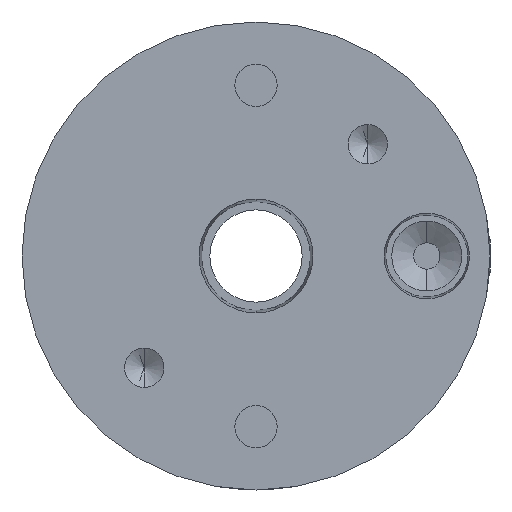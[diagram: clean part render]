
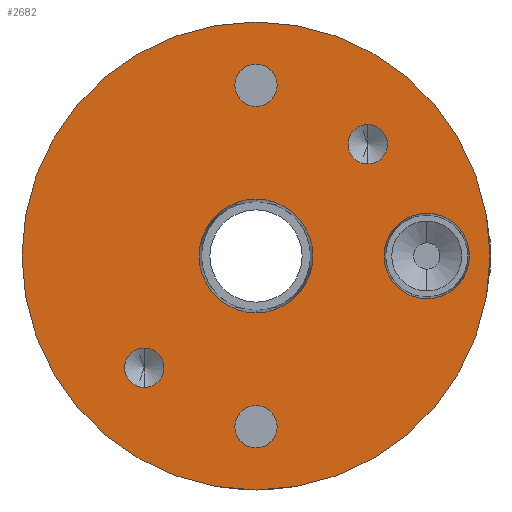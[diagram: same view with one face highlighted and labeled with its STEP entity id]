
A CAD part, front view. The second image highlights one B-rep face of the part: STEP entity #2682.
In plain terms, the highlighted planar face has unit normal (0, -1, 0).
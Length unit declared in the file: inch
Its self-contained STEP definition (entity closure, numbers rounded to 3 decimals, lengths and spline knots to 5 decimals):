
#21 = ORIENTED_EDGE ( 'NONE', *, *, #202, .F. ) ;
#47 = VERTEX_POINT ( 'NONE', #123 ) ;
#86 = EDGE_CURVE ( 'NONE', #47, #2341, #3249, .T. ) ;
#123 = CARTESIAN_POINT ( 'NONE',  ( 0., -1.1875, 0.9105 ) ) ;
#147 = CIRCLE ( 'NONE', #3838, 1.11 ) ;
#168 = FACE_BOUND ( 'NONE', #1376, .T. ) ;
#189 = DIRECTION ( 'NONE',  ( 0., -1., 0. ) ) ;
#202 = EDGE_CURVE ( 'NONE', #1044, #3695, #1139, .T. ) ;
#207 = VERTEX_POINT ( 'NONE', #1887 ) ;
#266 = ORIENTED_EDGE ( 'NONE', *, *, #2197, .F. ) ;
#279 = PLANE ( 'NONE',  #2830 ) ;
#284 = CIRCLE ( 'NONE', #3890, 0.09375 ) ;
#289 = CIRCLE ( 'NONE', #3804, 0.27002 ) ;
#340 = VERTEX_POINT ( 'NONE', #5339 ) ;
#342 = CARTESIAN_POINT ( 'NONE',  ( 0., -1.1875, 1.11 ) ) ;
#411 = AXIS2_PLACEMENT_3D ( 'NONE', #3621, #4038, #1928 ) ;
#426 = EDGE_CURVE ( 'NONE', #4613, #602, #3456, .T. ) ;
#474 = DIRECTION ( 'NONE',  ( 0., -1., 0. ) ) ;
#547 = ORIENTED_EDGE ( 'NONE', *, *, #86, .F. ) ;
#549 = DIRECTION ( 'NONE',  ( 0., 0., -1. ) ) ;
#554 = AXIS2_PLACEMENT_3D ( 'NONE', #3713, #4105, #716 ) ;
#558 = CARTESIAN_POINT ( 'NONE',  ( -0.53033, -1.1875, -0.53033 ) ) ;
#571 = DIRECTION ( 'NONE',  ( 0., 0., 1. ) ) ;
#581 = DIRECTION ( 'NONE',  ( 0., -1., 0. ) ) ;
#587 = DIRECTION ( 'NONE',  ( 0., 0., -1. ) ) ;
#589 = EDGE_CURVE ( 'NONE', #2561, #1319, #2075, .T. ) ;
#602 = VERTEX_POINT ( 'NONE', #2199 ) ;
#670 = AXIS2_PLACEMENT_3D ( 'NONE', #4761, #581, #1413 ) ;
#683 = ORIENTED_EDGE ( 'NONE', *, *, #5281, .F. ) ;
#703 = VERTEX_POINT ( 'NONE', #3267 ) ;
#716 = DIRECTION ( 'NONE',  ( 0., 0., -1. ) ) ;
#766 = DIRECTION ( 'NONE',  ( 0., -1., 0. ) ) ;
#775 = DIRECTION ( 'NONE',  ( 0., -1., 0. ) ) ;
#870 = AXIS2_PLACEMENT_3D ( 'NONE', #1978, #1201, #2879 ) ;
#879 = VERTEX_POINT ( 'NONE', #1609 ) ;
#937 = DIRECTION ( 'NONE',  ( 0., -1., 0. ) ) ;
#1012 = AXIS2_PLACEMENT_3D ( 'NONE', #1802, #5147, #549 ) ;
#1044 = VERTEX_POINT ( 'NONE', #2551 ) ;
#1071 = ORIENTED_EDGE ( 'NONE', *, *, #426, .F. ) ;
#1079 = CARTESIAN_POINT ( 'NONE',  ( 0., -1.1875, -0.27002 ) ) ;
#1086 = FACE_BOUND ( 'NONE', #2997, .T. ) ;
#1091 = ORIENTED_EDGE ( 'NONE', *, *, #4825, .F. ) ;
#1139 = CIRCLE ( 'NONE', #1854, 0.09375 ) ;
#1201 = DIRECTION ( 'NONE',  ( 0., -1., 0. ) ) ;
#1202 = CIRCLE ( 'NONE', #670, 0.1005 ) ;
#1288 = VERTEX_POINT ( 'NONE', #1079 ) ;
#1319 = VERTEX_POINT ( 'NONE', #2082 ) ;
#1334 = CARTESIAN_POINT ( 'NONE',  ( 0., -1.1875, 0. ) ) ;
#1376 = EDGE_LOOP ( 'NONE', ( #21, #3512 ) ) ;
#1413 = DIRECTION ( 'NONE',  ( 0., 0., -1. ) ) ;
#1467 = EDGE_CURVE ( 'NONE', #207, #340, #1729, .T. ) ;
#1476 = FACE_BOUND ( 'NONE', #2720, .T. ) ;
#1609 = CARTESIAN_POINT ( 'NONE',  ( 0.53033, -1.1875, 0.43658 ) ) ;
#1630 = AXIS2_PLACEMENT_3D ( 'NONE', #2018, #766, #3730 ) ;
#1638 = ORIENTED_EDGE ( 'NONE', *, *, #4192, .F. ) ;
#1639 = CIRCLE ( 'NONE', #4698, 0.09375 ) ;
#1729 = CIRCLE ( 'NONE', #411, 0.2025 ) ;
#1802 = CARTESIAN_POINT ( 'NONE',  ( 0., -1.1875, -0.81 ) ) ;
#1854 = AXIS2_PLACEMENT_3D ( 'NONE', #558, #189, #587 ) ;
#1887 = CARTESIAN_POINT ( 'NONE',  ( 0.81, -1.1875, -0.2025 ) ) ;
#1928 = DIRECTION ( 'NONE',  ( 0., 0., -1. ) ) ;
#1978 = CARTESIAN_POINT ( 'NONE',  ( 0., -1.1875, 0.81 ) ) ;
#2018 = CARTESIAN_POINT ( 'NONE',  ( 0., -1.1875, -0.81 ) ) ;
#2063 = CIRCLE ( 'NONE', #4245, 0.2025 ) ;
#2075 = CIRCLE ( 'NONE', #4593, 1.11 ) ;
#2082 = CARTESIAN_POINT ( 'NONE',  ( 0., -1.1875, -1.11 ) ) ;
#2127 = CARTESIAN_POINT ( 'NONE',  ( 0.53033, -1.1875, 0.53033 ) ) ;
#2148 = EDGE_LOOP ( 'NONE', ( #683, #1071 ) ) ;
#2197 = EDGE_CURVE ( 'NONE', #1288, #703, #289, .T. ) ;
#2199 = CARTESIAN_POINT ( 'NONE',  ( 0., -1.1875, -0.9105 ) ) ;
#2319 = ORIENTED_EDGE ( 'NONE', *, *, #2384, .F. ) ;
#2341 = VERTEX_POINT ( 'NONE', #3606 ) ;
#2384 = EDGE_CURVE ( 'NONE', #340, #207, #2063, .T. ) ;
#2551 = CARTESIAN_POINT ( 'NONE',  ( -0.53033, -1.1875, -0.62408 ) ) ;
#2561 = VERTEX_POINT ( 'NONE', #342 ) ;
#2677 = CIRCLE ( 'NONE', #1630, 0.1005 ) ;
#2682 = ADVANCED_FACE ( 'NONE', ( #168, #1086, #1476, #4430, #4767, #4051, #2761 ), #279, .F. ) ;
#2689 = DIRECTION ( 'NONE',  ( 0., 0., 1. ) ) ;
#2712 = EDGE_CURVE ( 'NONE', #879, #4066, #284, .T. ) ;
#2720 = EDGE_LOOP ( 'NONE', ( #4597, #2319 ) ) ;
#2761 = FACE_OUTER_BOUND ( 'NONE', #5022, .T. ) ;
#2830 = AXIS2_PLACEMENT_3D ( 'NONE', #4351, #5311, #2689 ) ;
#2877 = DIRECTION ( 'NONE',  ( 0., -1., 0. ) ) ;
#2879 = DIRECTION ( 'NONE',  ( 0., 0., -1. ) ) ;
#2888 = EDGE_CURVE ( 'NONE', #4066, #879, #4320, .T. ) ;
#2963 = CIRCLE ( 'NONE', #3667, 0.27002 ) ;
#2997 = EDGE_LOOP ( 'NONE', ( #5015, #4222 ) ) ;
#2998 = DIRECTION ( 'NONE',  ( 0., 1., 0. ) ) ;
#3008 = CARTESIAN_POINT ( 'NONE',  ( -0.53033, -1.1875, -0.53033 ) ) ;
#3168 = DIRECTION ( 'NONE',  ( 0., 0., 1. ) ) ;
#3217 = EDGE_LOOP ( 'NONE', ( #1638, #547 ) ) ;
#3249 = CIRCLE ( 'NONE', #870, 0.1005 ) ;
#3267 = CARTESIAN_POINT ( 'NONE',  ( 0., -1.1875, 0.27002 ) ) ;
#3298 = EDGE_LOOP ( 'NONE', ( #266, #5004 ) ) ;
#3330 = DIRECTION ( 'NONE',  ( 0., 0., -1. ) ) ;
#3392 = DIRECTION ( 'NONE',  ( 0., -1., 0. ) ) ;
#3438 = CARTESIAN_POINT ( 'NONE',  ( 0.53033, -1.1875, 0.62408 ) ) ;
#3456 = CIRCLE ( 'NONE', #1012, 0.1005 ) ;
#3512 = ORIENTED_EDGE ( 'NONE', *, *, #4118, .F. ) ;
#3606 = CARTESIAN_POINT ( 'NONE',  ( 0., -1.1875, 0.7095 ) ) ;
#3621 = CARTESIAN_POINT ( 'NONE',  ( 0.81, -1.1875, 0. ) ) ;
#3667 = AXIS2_PLACEMENT_3D ( 'NONE', #3846, #937, #3330 ) ;
#3695 = VERTEX_POINT ( 'NONE', #4212 ) ;
#3713 = CARTESIAN_POINT ( 'NONE',  ( 0.53033, -1.1875, 0.53033 ) ) ;
#3730 = DIRECTION ( 'NONE',  ( 0., 0., -1. ) ) ;
#3804 = AXIS2_PLACEMENT_3D ( 'NONE', #1334, #3392, #4707 ) ;
#3834 = DIRECTION ( 'NONE',  ( 0., 0., -1. ) ) ;
#3838 = AXIS2_PLACEMENT_3D ( 'NONE', #4279, #5235, #3168 ) ;
#3846 = CARTESIAN_POINT ( 'NONE',  ( 0., -1.1875, 0. ) ) ;
#3890 = AXIS2_PLACEMENT_3D ( 'NONE', #2127, #2877, #5397 ) ;
#4038 = DIRECTION ( 'NONE',  ( 0., -1., 0. ) ) ;
#4051 = FACE_BOUND ( 'NONE', #3298, .T. ) ;
#4066 = VERTEX_POINT ( 'NONE', #3438 ) ;
#4104 = CARTESIAN_POINT ( 'NONE',  ( 0.81, -1.1875, 0. ) ) ;
#4105 = DIRECTION ( 'NONE',  ( 0., -1., 0. ) ) ;
#4118 = EDGE_CURVE ( 'NONE', #3695, #1044, #1639, .T. ) ;
#4192 = EDGE_CURVE ( 'NONE', #2341, #47, #1202, .T. ) ;
#4212 = CARTESIAN_POINT ( 'NONE',  ( -0.53033, -1.1875, -0.43658 ) ) ;
#4222 = ORIENTED_EDGE ( 'NONE', *, *, #2888, .F. ) ;
#4245 = AXIS2_PLACEMENT_3D ( 'NONE', #4104, #775, #4448 ) ;
#4279 = CARTESIAN_POINT ( 'NONE',  ( 0., -1.1875, 0. ) ) ;
#4320 = CIRCLE ( 'NONE', #554, 0.09375 ) ;
#4331 = CARTESIAN_POINT ( 'NONE',  ( 0., -1.1875, 0. ) ) ;
#4351 = CARTESIAN_POINT ( 'NONE',  ( 1.11, -1.1875, 0. ) ) ;
#4430 = FACE_BOUND ( 'NONE', #3217, .T. ) ;
#4448 = DIRECTION ( 'NONE',  ( 0., 0., -1. ) ) ;
#4593 = AXIS2_PLACEMENT_3D ( 'NONE', #4331, #2998, #571 ) ;
#4597 = ORIENTED_EDGE ( 'NONE', *, *, #1467, .F. ) ;
#4613 = VERTEX_POINT ( 'NONE', #5429 ) ;
#4698 = AXIS2_PLACEMENT_3D ( 'NONE', #3008, #474, #3834 ) ;
#4707 = DIRECTION ( 'NONE',  ( 0., 0., -1. ) ) ;
#4754 = EDGE_CURVE ( 'NONE', #703, #1288, #2963, .T. ) ;
#4761 = CARTESIAN_POINT ( 'NONE',  ( 0., -1.1875, 0.81 ) ) ;
#4767 = FACE_BOUND ( 'NONE', #2148, .T. ) ;
#4825 = EDGE_CURVE ( 'NONE', #1319, #2561, #147, .T. ) ;
#5004 = ORIENTED_EDGE ( 'NONE', *, *, #4754, .F. ) ;
#5015 = ORIENTED_EDGE ( 'NONE', *, *, #2712, .F. ) ;
#5022 = EDGE_LOOP ( 'NONE', ( #5139, #1091 ) ) ;
#5139 = ORIENTED_EDGE ( 'NONE', *, *, #589, .F. ) ;
#5147 = DIRECTION ( 'NONE',  ( 0., -1., 0. ) ) ;
#5235 = DIRECTION ( 'NONE',  ( 0., 1., 0. ) ) ;
#5281 = EDGE_CURVE ( 'NONE', #602, #4613, #2677, .T. ) ;
#5311 = DIRECTION ( 'NONE',  ( 0., 1., 0. ) ) ;
#5339 = CARTESIAN_POINT ( 'NONE',  ( 0.81, -1.1875, 0.2025 ) ) ;
#5397 = DIRECTION ( 'NONE',  ( 0., 0., -1. ) ) ;
#5429 = CARTESIAN_POINT ( 'NONE',  ( 0., -1.1875, -0.7095 ) ) ;
